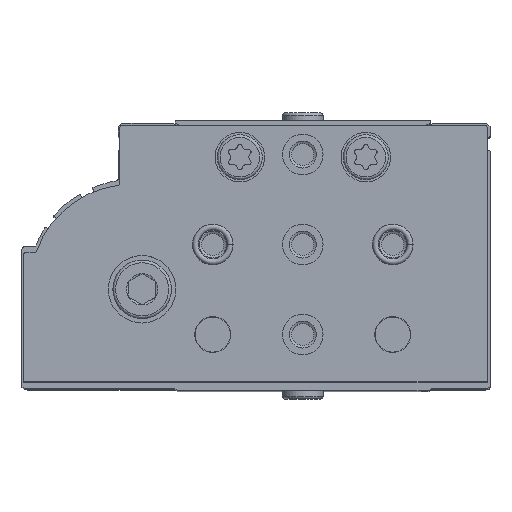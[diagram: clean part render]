
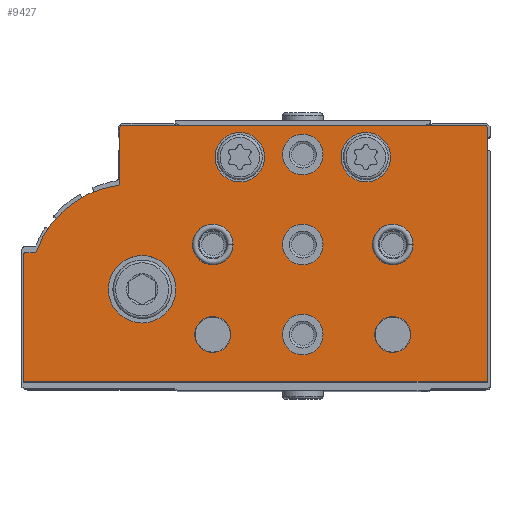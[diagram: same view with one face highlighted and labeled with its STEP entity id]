
A CAD part, top view. The second image highlights one B-rep face of the part: STEP entity #9427.
In plain terms, the highlighted face is planar.
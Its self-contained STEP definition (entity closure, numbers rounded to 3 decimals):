
#947=LINE('',#15941,#1671);
#949=LINE('',#15945,#1673);
#951=LINE('',#15949,#1675);
#954=LINE('',#15957,#1678);
#959=LINE('',#15973,#1683);
#962=LINE('',#15981,#1686);
#1671=VECTOR('',#12877,1000.);
#1673=VECTOR('',#12881,1000.);
#1675=VECTOR('',#12885,1000.);
#1678=VECTOR('',#12894,1000.);
#1683=VECTOR('',#12913,1000.);
#1686=VECTOR('',#12922,1000.);
#3583=ORIENTED_EDGE('',*,*,#5327,.T.);
#3584=ORIENTED_EDGE('',*,*,#5328,.T.);
#3585=ORIENTED_EDGE('',*,*,#5329,.T.);
#3586=ORIENTED_EDGE('',*,*,#5330,.T.);
#3587=ORIENTED_EDGE('',*,*,#5331,.T.);
#3588=ORIENTED_EDGE('',*,*,#5332,.T.);
#3589=ORIENTED_EDGE('',*,*,#5333,.T.);
#3590=ORIENTED_EDGE('',*,*,#5334,.T.);
#3591=ORIENTED_EDGE('',*,*,#5335,.T.);
#3592=ORIENTED_EDGE('',*,*,#5336,.T.);
#3593=ORIENTED_EDGE('',*,*,#5302,.F.);
#3594=ORIENTED_EDGE('',*,*,#5325,.F.);
#3595=ORIENTED_EDGE('',*,*,#5323,.F.);
#3596=ORIENTED_EDGE('',*,*,#5321,.F.);
#3597=ORIENTED_EDGE('',*,*,#5319,.T.);
#3598=ORIENTED_EDGE('',*,*,#5317,.F.);
#3599=ORIENTED_EDGE('',*,*,#5315,.T.);
#3600=ORIENTED_EDGE('',*,*,#5313,.F.);
#3601=ORIENTED_EDGE('',*,*,#5311,.F.);
#3602=ORIENTED_EDGE('',*,*,#5309,.F.);
#3603=ORIENTED_EDGE('',*,*,#5307,.F.);
#3604=ORIENTED_EDGE('',*,*,#5305,.F.);
#5302=EDGE_CURVE('',#6354,#6355,#6940,.T.);
#5305=EDGE_CURVE('',#6355,#6356,#947,.T.);
#5307=EDGE_CURVE('',#6356,#6357,#949,.T.);
#5309=EDGE_CURVE('',#6357,#6358,#951,.T.);
#5311=EDGE_CURVE('',#6358,#6359,#6941,.T.);
#5313=EDGE_CURVE('',#6359,#6360,#954,.T.);
#5315=EDGE_CURVE('',#6361,#6360,#6942,.T.);
#5317=EDGE_CURVE('',#6361,#6362,#6943,.T.);
#5319=EDGE_CURVE('',#6363,#6362,#6944,.T.);
#5321=EDGE_CURVE('',#6363,#6364,#959,.T.);
#5323=EDGE_CURVE('',#6364,#6365,#6945,.T.);
#5325=EDGE_CURVE('',#6365,#6354,#962,.T.);
#5327=EDGE_CURVE('',#6366,#6366,#6946,.T.);
#5328=EDGE_CURVE('',#6367,#6367,#6947,.T.);
#5329=EDGE_CURVE('',#6368,#6368,#6948,.T.);
#5330=EDGE_CURVE('',#6369,#6369,#6949,.T.);
#5331=EDGE_CURVE('',#6370,#6370,#6950,.T.);
#5332=EDGE_CURVE('',#6371,#6371,#6951,.T.);
#5333=EDGE_CURVE('',#6372,#6372,#6952,.T.);
#5334=EDGE_CURVE('',#6373,#6373,#6953,.T.);
#5335=EDGE_CURVE('',#6374,#6374,#6954,.T.);
#5336=EDGE_CURVE('',#6375,#6375,#6955,.T.);
#6354=VERTEX_POINT('',#15936);
#6355=VERTEX_POINT('',#15937);
#6356=VERTEX_POINT('',#15942);
#6357=VERTEX_POINT('',#15946);
#6358=VERTEX_POINT('',#15950);
#6359=VERTEX_POINT('',#15954);
#6360=VERTEX_POINT('',#15958);
#6361=VERTEX_POINT('',#15962);
#6362=VERTEX_POINT('',#15966);
#6363=VERTEX_POINT('',#15970);
#6364=VERTEX_POINT('',#15974);
#6365=VERTEX_POINT('',#15978);
#6366=VERTEX_POINT('',#15985);
#6367=VERTEX_POINT('',#15987);
#6368=VERTEX_POINT('',#15989);
#6369=VERTEX_POINT('',#15991);
#6370=VERTEX_POINT('',#15993);
#6371=VERTEX_POINT('',#15995);
#6372=VERTEX_POINT('',#15997);
#6373=VERTEX_POINT('',#15999);
#6374=VERTEX_POINT('',#16001);
#6375=VERTEX_POINT('',#16003);
#6940=CIRCLE('',#10537,0.5);
#6941=CIRCLE('',#10542,0.5);
#6942=CIRCLE('',#10545,0.5);
#6943=CIRCLE('',#10547,22.5);
#6944=CIRCLE('',#10549,0.5);
#6945=CIRCLE('',#10552,0.5);
#6946=CIRCLE('',#10555,7.5);
#6947=CIRCLE('',#10556,4.5);
#6948=CIRCLE('',#10557,5.5);
#6949=CIRCLE('',#10558,5.5);
#6950=CIRCLE('',#10559,4.5);
#6951=CIRCLE('',#10560,4.5);
#6952=CIRCLE('',#10561,4.5);
#6953=CIRCLE('',#10562,4.);
#6954=CIRCLE('',#10563,4.5);
#6955=CIRCLE('',#10564,4.);
#7632=EDGE_LOOP('',(#3583));
#7633=EDGE_LOOP('',(#3584));
#7634=EDGE_LOOP('',(#3585));
#7635=EDGE_LOOP('',(#3586));
#7636=EDGE_LOOP('',(#3587));
#7637=EDGE_LOOP('',(#3588));
#7638=EDGE_LOOP('',(#3589));
#7639=EDGE_LOOP('',(#3590));
#7640=EDGE_LOOP('',(#3591));
#7641=EDGE_LOOP('',(#3592));
#7642=EDGE_LOOP('',(#3593,#3594,#3595,#3596,#3597,#3598,#3599,#3600,#3601,
#3602,#3603,#3604));
#8455=FACE_BOUND('',#7632,.T.);
#8456=FACE_BOUND('',#7633,.T.);
#8457=FACE_BOUND('',#7634,.T.);
#8458=FACE_BOUND('',#7635,.T.);
#8459=FACE_BOUND('',#7636,.T.);
#8460=FACE_BOUND('',#7637,.T.);
#8461=FACE_BOUND('',#7638,.T.);
#8462=FACE_BOUND('',#7639,.T.);
#8463=FACE_BOUND('',#7640,.T.);
#8464=FACE_BOUND('',#7641,.T.);
#8465=FACE_BOUND('',#7642,.T.);
#8977=PLANE('',#10554);
#9427=ADVANCED_FACE('',(#8455,#8456,#8457,#8458,#8459,#8460,#8461,#8462,
#8463,#8464,#8465),#8977,.F.);
#10537=AXIS2_PLACEMENT_3D('',#15935,#12871,#12872);
#10542=AXIS2_PLACEMENT_3D('',#15953,#12889,#12890);
#10545=AXIS2_PLACEMENT_3D('',#15961,#12898,#12899);
#10547=AXIS2_PLACEMENT_3D('',#15965,#12903,#12904);
#10549=AXIS2_PLACEMENT_3D('',#15969,#12908,#12909);
#10552=AXIS2_PLACEMENT_3D('',#15977,#12917,#12918);
#10554=AXIS2_PLACEMENT_3D('',#15983,#12924,#12925);
#10555=AXIS2_PLACEMENT_3D('',#15984,#12926,#12927);
#10556=AXIS2_PLACEMENT_3D('',#15986,#12928,#12929);
#10557=AXIS2_PLACEMENT_3D('',#15988,#12930,#12931);
#10558=AXIS2_PLACEMENT_3D('',#15990,#12932,#12933);
#10559=AXIS2_PLACEMENT_3D('',#15992,#12934,#12935);
#10560=AXIS2_PLACEMENT_3D('',#15994,#12936,#12937);
#10561=AXIS2_PLACEMENT_3D('',#15996,#12938,#12939);
#10562=AXIS2_PLACEMENT_3D('',#15998,#12940,#12941);
#10563=AXIS2_PLACEMENT_3D('',#16000,#12942,#12943);
#10564=AXIS2_PLACEMENT_3D('',#16002,#12944,#12945);
#12871=DIRECTION('',(0.,0.,1.));
#12872=DIRECTION('',(1.,0.,0.));
#12877=DIRECTION('',(0.,-1.,0.));
#12881=DIRECTION('',(1.,0.,0.));
#12885=DIRECTION('',(0.,1.,0.));
#12889=DIRECTION('',(0.,0.,1.));
#12890=DIRECTION('',(1.,0.,0.));
#12894=DIRECTION('',(-1.,0.,0.));
#12898=DIRECTION('',(0.,0.,1.));
#12899=DIRECTION('',(1.,0.,0.));
#12903=DIRECTION('',(0.,0.,1.));
#12904=DIRECTION('',(1.,0.,0.));
#12908=DIRECTION('',(0.,0.,1.));
#12909=DIRECTION('',(1.,0.,0.));
#12913=DIRECTION('',(0.,1.,0.));
#12917=DIRECTION('',(0.,0.,1.));
#12918=DIRECTION('',(1.,0.,0.));
#12922=DIRECTION('',(-1.,0.,0.));
#12924=DIRECTION('',(0.,0.,1.));
#12925=DIRECTION('',(1.,0.,0.));
#12926=DIRECTION('',(0.,0.,1.));
#12927=DIRECTION('',(1.,0.,0.));
#12928=DIRECTION('',(0.,0.,1.));
#12929=DIRECTION('',(1.,0.,0.));
#12930=DIRECTION('',(0.,0.,1.));
#12931=DIRECTION('',(1.,0.,0.));
#12932=DIRECTION('',(0.,0.,1.));
#12933=DIRECTION('',(1.,0.,0.));
#12934=DIRECTION('',(0.,0.,1.));
#12935=DIRECTION('',(1.,0.,0.));
#12936=DIRECTION('',(0.,0.,1.));
#12937=DIRECTION('',(1.,0.,0.));
#12938=DIRECTION('',(0.,0.,1.));
#12939=DIRECTION('',(1.,0.,0.));
#12940=DIRECTION('',(0.,0.,1.));
#12941=DIRECTION('',(1.,0.,0.));
#12942=DIRECTION('',(0.,0.,1.));
#12943=DIRECTION('',(1.,0.,0.));
#12944=DIRECTION('',(0.,0.,1.));
#12945=DIRECTION('',(1.,0.,0.));
#15935=CARTESIAN_POINT('',(0.5,56.5,0.));
#15936=CARTESIAN_POINT('',(0.5,57.,0.));
#15937=CARTESIAN_POINT('',(0.,56.5,0.));
#15941=CARTESIAN_POINT('',(0.,56.5,0.));
#15942=CARTESIAN_POINT('',(0.,0.,0.));
#15945=CARTESIAN_POINT('',(0.,0.,0.));
#15946=CARTESIAN_POINT('',(103.,0.,0.));
#15949=CARTESIAN_POINT('',(103.,0.,0.));
#15950=CARTESIAN_POINT('',(103.,28.2,0.));
#15953=CARTESIAN_POINT('',(102.5,28.2,0.));
#15954=CARTESIAN_POINT('',(102.5,28.7,0.));
#15957=CARTESIAN_POINT('',(102.5,28.7,0.));
#15958=CARTESIAN_POINT('',(100.637,28.7,0.));
#15961=CARTESIAN_POINT('',(100.637,29.2,0.));
#15962=CARTESIAN_POINT('',(100.167,29.03,0.));
#15965=CARTESIAN_POINT('',(79.,21.4,0.));
#15966=CARTESIAN_POINT('',(82.033,43.695,0.));
#15969=CARTESIAN_POINT('',(82.1,44.19,0.));
#15970=CARTESIAN_POINT('',(81.6,44.19,0.));
#15973=CARTESIAN_POINT('',(81.6,44.19,0.));
#15974=CARTESIAN_POINT('',(81.6,56.5,0.));
#15977=CARTESIAN_POINT('',(81.1,56.5,0.));
#15978=CARTESIAN_POINT('',(81.1,57.,0.));
#15981=CARTESIAN_POINT('',(81.1,57.,0.));
#15983=CARTESIAN_POINT('',(0.5,56.5,0.));
#15984=CARTESIAN_POINT('',(76.65,20.6,0.));
#15985=CARTESIAN_POINT('',(84.15,20.6,0.));
#15986=CARTESIAN_POINT('',(40.95,50.55,0.));
#15987=CARTESIAN_POINT('',(45.45,50.55,0.));
#15988=CARTESIAN_POINT('',(54.95,49.95,0.));
#15989=CARTESIAN_POINT('',(60.45,49.95,0.));
#15990=CARTESIAN_POINT('',(26.95,49.95,0.));
#15991=CARTESIAN_POINT('',(32.45,49.95,0.));
#15992=CARTESIAN_POINT('',(60.95,30.55,0.));
#15993=CARTESIAN_POINT('',(65.45,30.55,0.));
#15994=CARTESIAN_POINT('',(40.95,30.55,0.));
#15995=CARTESIAN_POINT('',(45.45,30.55,0.));
#15996=CARTESIAN_POINT('',(20.95,30.55,0.));
#15997=CARTESIAN_POINT('',(25.45,30.55,0.));
#15998=CARTESIAN_POINT('',(60.95,10.55,0.));
#15999=CARTESIAN_POINT('',(64.95,10.55,0.));
#16000=CARTESIAN_POINT('',(40.95,10.55,0.));
#16001=CARTESIAN_POINT('',(45.45,10.55,0.));
#16002=CARTESIAN_POINT('',(20.95,10.55,0.));
#16003=CARTESIAN_POINT('',(24.95,10.55,0.));
